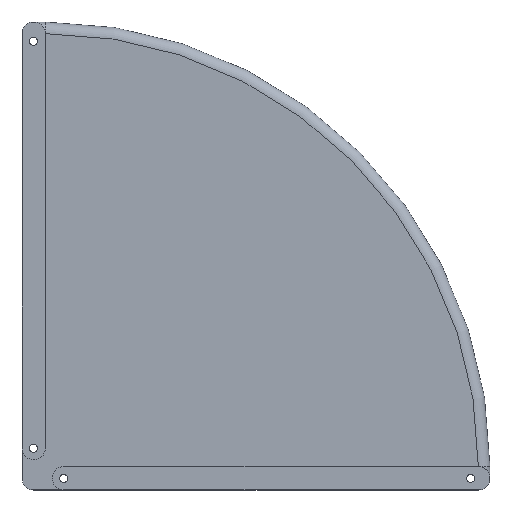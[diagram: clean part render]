
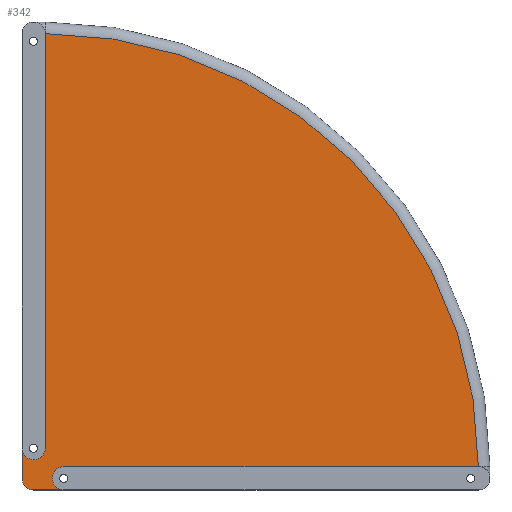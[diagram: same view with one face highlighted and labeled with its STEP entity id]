
A CAD part, top view. The second image highlights one B-rep face of the part: STEP entity #342.
In plain terms, the highlighted planar face has unit normal (0, 0, 1).
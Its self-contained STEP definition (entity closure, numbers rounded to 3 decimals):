
#25 = CARTESIAN_POINT ( 'NONE',  ( 6., 6., -28. ) ) ;
#33 = FACE_OUTER_BOUND ( 'NONE', #804, .T. ) ;
#45 = CARTESIAN_POINT ( 'NONE',  ( 0., 0., -28. ) ) ;
#67 = EDGE_CURVE ( 'NONE', #909, #1183, #531, .T. ) ;
#90 = DIRECTION ( 'NONE',  ( 1., 0., 0. ) ) ;
#92 = DIRECTION ( 'NONE',  ( 1., 0., 0. ) ) ;
#117 = ORIENTED_EDGE ( 'NONE', *, *, #440, .F. ) ;
#122 = VERTEX_POINT ( 'NONE', #392 ) ;
#127 = ORIENTED_EDGE ( 'NONE', *, *, #534, .F. ) ;
#134 = EDGE_CURVE ( 'NONE', #1200, #266, #145, .T. ) ;
#145 = CIRCLE ( 'NONE', #604, 3. ) ;
#179 = DIRECTION ( 'NONE',  ( 0., 0., -1. ) ) ;
#222 = DIRECTION ( 'NONE',  ( 0., 1., 0. ) ) ;
#223 = CARTESIAN_POINT ( 'NONE',  ( 6., 6., -28. ) ) ;
#236 = CARTESIAN_POINT ( 'NONE',  ( 3., 0., -28. ) ) ;
#243 = AXIS2_PLACEMENT_3D ( 'NONE', #411, #1014, #407 ) ;
#253 = ORIENTED_EDGE ( 'NONE', *, *, #1021, .F. ) ;
#259 = CARTESIAN_POINT ( 'NONE',  ( 0., 3., -28. ) ) ;
#261 = VERTEX_POINT ( 'NONE', #465 ) ;
#266 = VERTEX_POINT ( 'NONE', #671 ) ;
#279 = DIRECTION ( 'NONE',  ( 0., 1., 0. ) ) ;
#287 = CIRCLE ( 'NONE', #575, 3. ) ;
#290 = CARTESIAN_POINT ( 'NONE',  ( 6., 6., -28. ) ) ;
#299 = AXIS2_PLACEMENT_3D ( 'NONE', #993, #179, #92 ) ;
#317 = VECTOR ( 'NONE', #540, 1000. ) ;
#332 = VECTOR ( 'NONE', #279, 1000. ) ;
#342 = ADVANCED_FACE ( 'NONE', ( #33 ), #1197, .F. ) ;
#392 = CARTESIAN_POINT ( 'NONE',  ( 5.121, 8.657, -28. ) ) ;
#401 = DIRECTION ( 'NONE',  ( 0., 0., 1. ) ) ;
#407 = DIRECTION ( 'NONE',  ( 1., 0., 0. ) ) ;
#411 = CARTESIAN_POINT ( 'NONE',  ( 3., 10.778, -28. ) ) ;
#413 = DIRECTION ( 'NONE',  ( 1., 0., 0. ) ) ;
#417 = CARTESIAN_POINT ( 'NONE',  ( 3., 3., -28. ) ) ;
#440 = EDGE_CURVE ( 'NONE', #1199, #261, #790, .T. ) ;
#453 = ORIENTED_EDGE ( 'NONE', *, *, #67, .F. ) ;
#458 = EDGE_CURVE ( 'NONE', #1183, #481, #726, .T. ) ;
#465 = CARTESIAN_POINT ( 'NONE',  ( 0., 10.778, -28. ) ) ;
#470 = ORIENTED_EDGE ( 'NONE', *, *, #937, .F. ) ;
#481 = VERTEX_POINT ( 'NONE', #1182 ) ;
#484 = AXIS2_PLACEMENT_3D ( 'NONE', #522, #1109, #1212 ) ;
#490 = ORIENTED_EDGE ( 'NONE', *, *, #458, .F. ) ;
#499 = EDGE_CURVE ( 'NONE', #1200, #481, #1227, .T. ) ;
#516 = DIRECTION ( 'NONE',  ( 1., 0., 0. ) ) ;
#522 = CARTESIAN_POINT ( 'NONE',  ( 10.778, 3., -28. ) ) ;
#531 = LINE ( 'NONE', #25, #1093 ) ;
#534 = EDGE_CURVE ( 'NONE', #261, #122, #894, .T. ) ;
#540 = DIRECTION ( 'NONE',  ( -1., 0., 0. ) ) ;
#551 = VECTOR ( 'NONE', #413, 1000. ) ;
#575 = AXIS2_PLACEMENT_3D ( 'NONE', #417, #896, #516 ) ;
#584 = VERTEX_POINT ( 'NONE', #1230 ) ;
#604 = AXIS2_PLACEMENT_3D ( 'NONE', #1089, #401, #90 ) ;
#606 = CARTESIAN_POINT ( 'NONE',  ( 6., 10.778, -28. ) ) ;
#647 = ORIENTED_EDGE ( 'NONE', *, *, #841, .F. ) ;
#652 = CARTESIAN_POINT ( 'NONE',  ( 10.778, 6., -28. ) ) ;
#671 = CARTESIAN_POINT ( 'NONE',  ( 8.657, 5.121, -28. ) ) ;
#726 = CIRCLE ( 'NONE', #1165, 112. ) ;
#759 = ORIENTED_EDGE ( 'NONE', *, *, #134, .F. ) ;
#783 = CIRCLE ( 'NONE', #243, 3. ) ;
#784 = AXIS2_PLACEMENT_3D ( 'NONE', #812, #806, #1213 ) ;
#790 = LINE ( 'NONE', #1283, #332 ) ;
#804 = EDGE_LOOP ( 'NONE', ( #253, #1007, #759, #991, #490, #453, #470, #127, #117, #647 ) ) ;
#806 = DIRECTION ( 'NONE',  ( 0., 0., 1. ) ) ;
#812 = CARTESIAN_POINT ( 'NONE',  ( 3., 10.778, -28. ) ) ;
#825 = EDGE_CURVE ( 'NONE', #266, #584, #1146, .T. ) ;
#841 = EDGE_CURVE ( 'NONE', #946, #1199, #287, .T. ) ;
#894 = CIRCLE ( 'NONE', #784, 3. ) ;
#896 = DIRECTION ( 'NONE',  ( 0., 0., -1. ) ) ;
#909 = VERTEX_POINT ( 'NONE', #606 ) ;
#932 = LINE ( 'NONE', #45, #317 ) ;
#937 = EDGE_CURVE ( 'NONE', #122, #909, #783, .T. ) ;
#946 = VERTEX_POINT ( 'NONE', #236 ) ;
#955 = CARTESIAN_POINT ( 'NONE',  ( 6., 118., -28. ) ) ;
#991 = ORIENTED_EDGE ( 'NONE', *, *, #499, .T. ) ;
#993 = CARTESIAN_POINT ( 'NONE',  ( 6., 6., -28. ) ) ;
#1007 = ORIENTED_EDGE ( 'NONE', *, *, #825, .F. ) ;
#1014 = DIRECTION ( 'NONE',  ( 0., 0., 1. ) ) ;
#1021 = EDGE_CURVE ( 'NONE', #584, #946, #932, .T. ) ;
#1075 = DIRECTION ( 'NONE',  ( 0., 0., -1. ) ) ;
#1089 = CARTESIAN_POINT ( 'NONE',  ( 10.778, 3., -28. ) ) ;
#1093 = VECTOR ( 'NONE', #222, 1000. ) ;
#1098 = DIRECTION ( 'NONE',  ( 1., 0., 0. ) ) ;
#1109 = DIRECTION ( 'NONE',  ( 0., 0., 1. ) ) ;
#1146 = CIRCLE ( 'NONE', #484, 3. ) ;
#1165 = AXIS2_PLACEMENT_3D ( 'NONE', #290, #1075, #1098 ) ;
#1182 = CARTESIAN_POINT ( 'NONE',  ( 118., 6., -28. ) ) ;
#1183 = VERTEX_POINT ( 'NONE', #955 ) ;
#1197 = PLANE ( 'NONE',  #299 ) ;
#1199 = VERTEX_POINT ( 'NONE', #259 ) ;
#1200 = VERTEX_POINT ( 'NONE', #652 ) ;
#1212 = DIRECTION ( 'NONE',  ( 1., 0., 0. ) ) ;
#1213 = DIRECTION ( 'NONE',  ( 1., 0., 0. ) ) ;
#1227 = LINE ( 'NONE', #223, #551 ) ;
#1230 = CARTESIAN_POINT ( 'NONE',  ( 10.778, 0., -28. ) ) ;
#1283 = CARTESIAN_POINT ( 'NONE',  ( 0., 3.536, -28. ) ) ;
